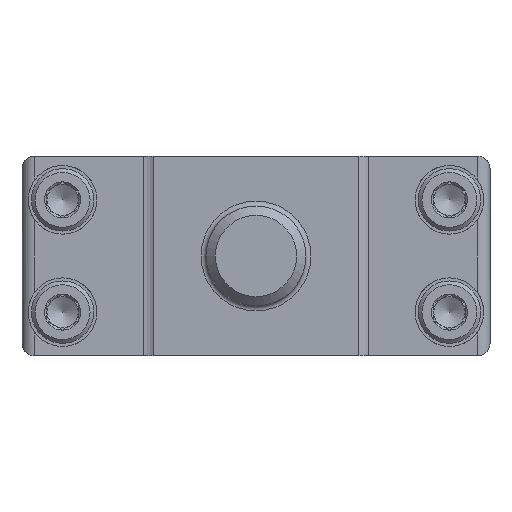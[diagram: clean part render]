
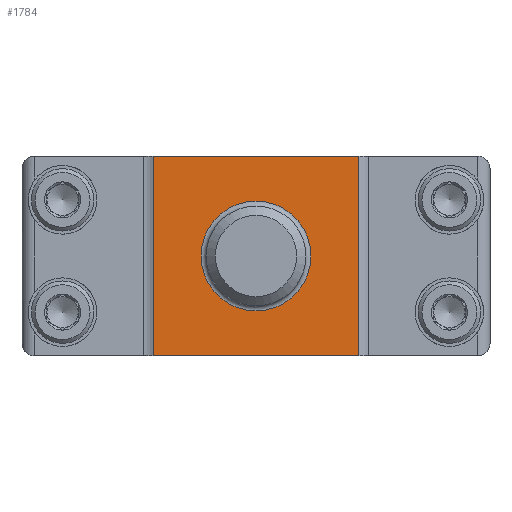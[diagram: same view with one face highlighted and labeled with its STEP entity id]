
A CAD part, left-side view. The second image highlights one B-rep face of the part: STEP entity #1784.
In plain terms, the highlighted planar face has unit normal (-1, 0, 0).
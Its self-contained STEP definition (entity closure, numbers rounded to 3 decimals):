
#132=CIRCLE('',#1972,8.8);
#208=PLANE('',#1971);
#272=LINE('',#2816,#402);
#287=LINE('',#2863,#417);
#306=LINE('',#2922,#436);
#307=LINE('',#2923,#437);
#402=VECTOR('',#2195,1000.);
#417=VECTOR('',#2230,1000.);
#436=VECTOR('',#2275,1000.);
#437=VECTOR('',#2276,1000.);
#595=ORIENTED_EDGE('',*,*,#1072,.T.);
#596=ORIENTED_EDGE('',*,*,#1073,.F.);
#597=ORIENTED_EDGE('',*,*,#1043,.F.);
#598=ORIENTED_EDGE('',*,*,#1074,.F.);
#599=ORIENTED_EDGE('',*,*,#1019,.F.);
#1019=EDGE_CURVE('',#1257,#1258,#272,.T.);
#1043=EDGE_CURVE('',#1280,#1281,#287,.T.);
#1072=EDGE_CURVE('',#1306,#1306,#132,.T.);
#1073=EDGE_CURVE('',#1281,#1257,#306,.F.);
#1074=EDGE_CURVE('',#1258,#1280,#307,.T.);
#1257=VERTEX_POINT('',#2815);
#1258=VERTEX_POINT('',#2817);
#1280=VERTEX_POINT('',#2864);
#1281=VERTEX_POINT('',#2865);
#1306=VERTEX_POINT('',#2921);
#1425=EDGE_LOOP('',(#595));
#1426=EDGE_LOOP('',(#596,#597,#598,#599));
#1583=FACE_BOUND('',#1425,.T.);
#1584=FACE_BOUND('',#1426,.T.);
#1784=ADVANCED_FACE('',(#1583,#1584),#208,.F.);
#1971=AXIS2_PLACEMENT_3D('',#2919,#2271,#2272);
#1972=AXIS2_PLACEMENT_3D('',#2920,#2273,#2274);
#2195=DIRECTION('',(0.,-1.,0.));
#2230=DIRECTION('',(0.,1.,0.));
#2271=DIRECTION('',(1.,0.,0.));
#2272=DIRECTION('',(0.,0.,-1.));
#2273=DIRECTION('',(1.,0.,0.));
#2274=DIRECTION('',(0.,0.,-1.));
#2275=DIRECTION('',(0.,0.,-1.));
#2276=DIRECTION('',(0.,0.,-1.));
#2815=CARTESIAN_POINT('',(-12.4,16.503,16.));
#2816=CARTESIAN_POINT('',(-12.4,35.5,16.));
#2817=CARTESIAN_POINT('',(-12.4,-16.503,16.));
#2863=CARTESIAN_POINT('',(-12.4,-35.5,-16.));
#2864=CARTESIAN_POINT('',(-12.4,-16.503,-16.));
#2865=CARTESIAN_POINT('',(-12.4,16.503,-16.));
#2919=CARTESIAN_POINT('',(-12.4,35.5,14.));
#2920=CARTESIAN_POINT('',(-12.4,0.,0.));
#2921=CARTESIAN_POINT('',(-12.4,0.,-8.8));
#2922=CARTESIAN_POINT('',(-12.4,16.503,30.));
#2923=CARTESIAN_POINT('',(-12.4,-16.503,30.));
